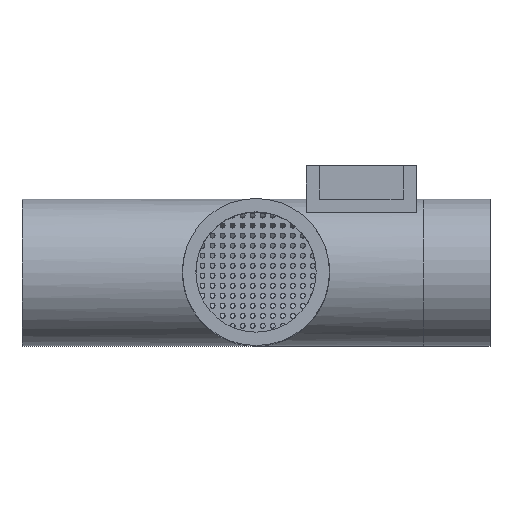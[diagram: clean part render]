
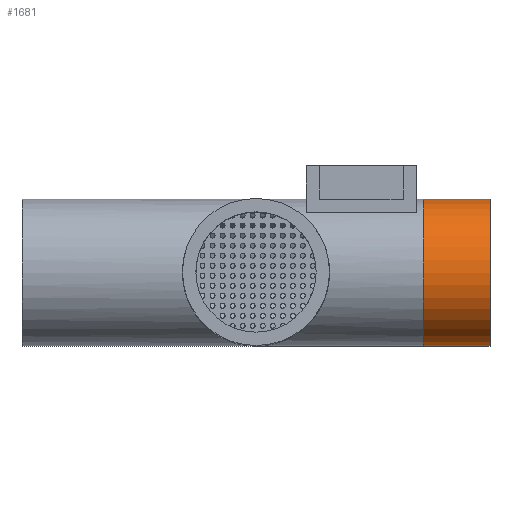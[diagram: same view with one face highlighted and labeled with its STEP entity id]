
A CAD part, top view. The second image highlights one B-rep face of the part: STEP entity #1681.
In plain terms, the highlighted cylindrical face has radius 11 mm (diameter 22 mm), a partial arc.
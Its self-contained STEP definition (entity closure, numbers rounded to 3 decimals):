
#133 = CYLINDRICAL_SURFACE('',#134,11.);
#134 = AXIS2_PLACEMENT_3D('',#135,#136,#137);
#135 = CARTESIAN_POINT('',(-35.,0.,0.));
#136 = DIRECTION('',(1.,0.,0.));
#137 = DIRECTION('',(0.,1.,0.));
#722 = VERTEX_POINT('',#723);
#723 = CARTESIAN_POINT('',(25.,11.,0.));
#745 = VERTEX_POINT('',#746);
#746 = CARTESIAN_POINT('',(25.,0.,-11.));
#761 = CYLINDRICAL_SURFACE('',#762,11.);
#762 = AXIS2_PLACEMENT_3D('',#763,#764,#765);
#763 = CARTESIAN_POINT('',(-35.,0.,0.));
#764 = DIRECTION('',(1.,0.,0.));
#765 = DIRECTION('',(0.,1.,0.));
#773 = EDGE_CURVE('',#722,#745,#774,.T.);
#774 = SURFACE_CURVE('',#775,(#780,#787),.PCURVE_S1.);
#775 = CIRCLE('',#776,11.);
#776 = AXIS2_PLACEMENT_3D('',#777,#778,#779);
#777 = CARTESIAN_POINT('',(25.,0.,0.));
#778 = DIRECTION('',(1.,-0.,0.));
#779 = DIRECTION('',(0.,0.,-1.));
#780 = PCURVE('',#133,#781);
#781 = DEFINITIONAL_REPRESENTATION('',(#782),#786);
#782 = LINE('',#783,#784);
#783 = CARTESIAN_POINT('',(-1.571,60.));
#784 = VECTOR('',#785,1.);
#785 = DIRECTION('',(1.,0.));
#786 = ( GEOMETRIC_REPRESENTATION_CONTEXT(2) 
PARAMETRIC_REPRESENTATION_CONTEXT() REPRESENTATION_CONTEXT('2D SPACE',''
  ) );
#787 = PCURVE('',#788,#793);
#788 = CYLINDRICAL_SURFACE('',#789,11.);
#789 = AXIS2_PLACEMENT_3D('',#790,#791,#792);
#790 = CARTESIAN_POINT('',(-35.,0.,0.));
#791 = DIRECTION('',(1.,0.,0.));
#792 = DIRECTION('',(0.,1.,0.));
#793 = DEFINITIONAL_REPRESENTATION('',(#794),#798);
#794 = LINE('',#795,#796);
#795 = CARTESIAN_POINT('',(-1.571,60.));
#796 = VECTOR('',#797,1.);
#797 = DIRECTION('',(1.,0.));
#798 = ( GEOMETRIC_REPRESENTATION_CONTEXT(2) 
PARAMETRIC_REPRESENTATION_CONTEXT() REPRESENTATION_CONTEXT('2D SPACE',''
  ) );
#1681 = ADVANCED_FACE('',(#1682),#788,.T.);
#1682 = FACE_BOUND('',#1683,.T.);
#1683 = EDGE_LOOP('',(#1684,#1707,#1708,#1731));
#1684 = ORIENTED_EDGE('',*,*,#1685,.F.);
#1685 = EDGE_CURVE('',#722,#1686,#1688,.T.);
#1686 = VERTEX_POINT('',#1687);
#1687 = CARTESIAN_POINT('',(35.,11.,0.));
#1688 = SURFACE_CURVE('',#1689,(#1693,#1700),.PCURVE_S1.);
#1689 = LINE('',#1690,#1691);
#1690 = CARTESIAN_POINT('',(-35.,11.,0.));
#1691 = VECTOR('',#1692,1.);
#1692 = DIRECTION('',(1.,0.,0.));
#1693 = PCURVE('',#788,#1694);
#1694 = DEFINITIONAL_REPRESENTATION('',(#1695),#1699);
#1695 = LINE('',#1696,#1697);
#1696 = CARTESIAN_POINT('',(0.,-0.));
#1697 = VECTOR('',#1698,1.);
#1698 = DIRECTION('',(0.,1.));
#1699 = ( GEOMETRIC_REPRESENTATION_CONTEXT(2) 
PARAMETRIC_REPRESENTATION_CONTEXT() REPRESENTATION_CONTEXT('2D SPACE',''
  ) );
#1700 = PCURVE('',#761,#1701);
#1701 = DEFINITIONAL_REPRESENTATION('',(#1702),#1706);
#1702 = LINE('',#1703,#1704);
#1703 = CARTESIAN_POINT('',(6.283,-0.));
#1704 = VECTOR('',#1705,1.);
#1705 = DIRECTION('',(0.,1.));
#1706 = ( GEOMETRIC_REPRESENTATION_CONTEXT(2) 
PARAMETRIC_REPRESENTATION_CONTEXT() REPRESENTATION_CONTEXT('2D SPACE',''
  ) );
#1707 = ORIENTED_EDGE('',*,*,#773,.T.);
#1708 = ORIENTED_EDGE('',*,*,#1709,.T.);
#1709 = EDGE_CURVE('',#745,#1710,#1712,.T.);
#1710 = VERTEX_POINT('',#1711);
#1711 = CARTESIAN_POINT('',(35.,0.,-11.));
#1712 = SURFACE_CURVE('',#1713,(#1717,#1724),.PCURVE_S1.);
#1713 = LINE('',#1714,#1715);
#1714 = CARTESIAN_POINT('',(25.,0.,-11.));
#1715 = VECTOR('',#1716,1.);
#1716 = DIRECTION('',(1.,0.,0.));
#1717 = PCURVE('',#788,#1718);
#1718 = DEFINITIONAL_REPRESENTATION('',(#1719),#1723);
#1719 = LINE('',#1720,#1721);
#1720 = CARTESIAN_POINT('',(4.712,60.));
#1721 = VECTOR('',#1722,1.);
#1722 = DIRECTION('',(0.,1.));
#1723 = ( GEOMETRIC_REPRESENTATION_CONTEXT(2) 
PARAMETRIC_REPRESENTATION_CONTEXT() REPRESENTATION_CONTEXT('2D SPACE',''
  ) );
#1724 = PCURVE('',#761,#1725);
#1725 = DEFINITIONAL_REPRESENTATION('',(#1726),#1730);
#1726 = LINE('',#1727,#1728);
#1727 = CARTESIAN_POINT('',(4.712,60.));
#1728 = VECTOR('',#1729,1.);
#1729 = DIRECTION('',(0.,1.));
#1730 = ( GEOMETRIC_REPRESENTATION_CONTEXT(2) 
PARAMETRIC_REPRESENTATION_CONTEXT() REPRESENTATION_CONTEXT('2D SPACE',''
  ) );
#1731 = ORIENTED_EDGE('',*,*,#1732,.F.);
#1732 = EDGE_CURVE('',#1686,#1710,#1733,.T.);
#1733 = SURFACE_CURVE('',#1734,(#1739,#1746),.PCURVE_S1.);
#1734 = CIRCLE('',#1735,11.);
#1735 = AXIS2_PLACEMENT_3D('',#1736,#1737,#1738);
#1736 = CARTESIAN_POINT('',(35.,0.,0.));
#1737 = DIRECTION('',(1.,0.,0.));
#1738 = DIRECTION('',(0.,1.,0.));
#1739 = PCURVE('',#788,#1740);
#1740 = DEFINITIONAL_REPRESENTATION('',(#1741),#1745);
#1741 = LINE('',#1742,#1743);
#1742 = CARTESIAN_POINT('',(0.,70.));
#1743 = VECTOR('',#1744,1.);
#1744 = DIRECTION('',(1.,0.));
#1745 = ( GEOMETRIC_REPRESENTATION_CONTEXT(2) 
PARAMETRIC_REPRESENTATION_CONTEXT() REPRESENTATION_CONTEXT('2D SPACE',''
  ) );
#1746 = PCURVE('',#1747,#1752);
#1747 = PLANE('',#1748);
#1748 = AXIS2_PLACEMENT_3D('',#1749,#1750,#1751);
#1749 = CARTESIAN_POINT('',(35.,0.,0.));
#1750 = DIRECTION('',(1.,0.,0.));
#1751 = DIRECTION('',(0.,1.,0.));
#1752 = DEFINITIONAL_REPRESENTATION('',(#1753),#1757);
#1753 = CIRCLE('',#1754,11.);
#1754 = AXIS2_PLACEMENT_2D('',#1755,#1756);
#1755 = CARTESIAN_POINT('',(0.,0.));
#1756 = DIRECTION('',(1.,0.));
#1757 = ( GEOMETRIC_REPRESENTATION_CONTEXT(2) 
PARAMETRIC_REPRESENTATION_CONTEXT() REPRESENTATION_CONTEXT('2D SPACE',''
  ) );
